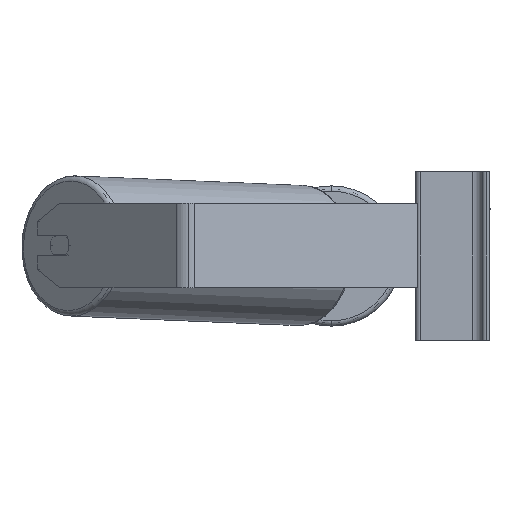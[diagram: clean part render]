
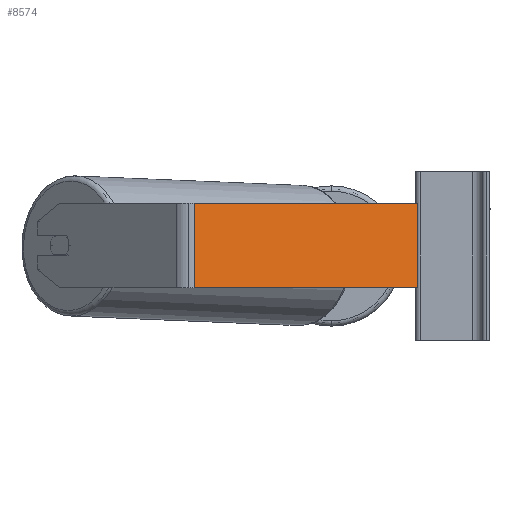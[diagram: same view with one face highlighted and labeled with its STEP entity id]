
A CAD part, left-side view. The second image highlights one B-rep face of the part: STEP entity #8574.
In plain terms, the highlighted planar face has unit normal (-0.94, -0.342, 0).
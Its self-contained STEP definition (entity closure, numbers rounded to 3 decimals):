
#123 = LINE ( 'NONE', #1694, #7027 ) ;
#304 = DIRECTION ( 'NONE',  ( -0.342, 0.94, 0. ) ) ;
#416 = DIRECTION ( 'NONE',  ( 0.94, 0.342, 0. ) ) ;
#923 = VERTEX_POINT ( 'NONE', #9894 ) ;
#1141 = LINE ( 'NONE', #7890, #2666 ) ;
#1340 = DIRECTION ( 'NONE',  ( 0., 0., -1. ) ) ;
#1694 = CARTESIAN_POINT ( 'NONE',  ( -568.153, 237.493, -30. ) ) ;
#1795 = VERTEX_POINT ( 'NONE', #6111 ) ;
#1810 = CARTESIAN_POINT ( 'NONE',  ( -487.518, 15.948, 50. ) ) ;
#2185 = ORIENTED_EDGE ( 'NONE', *, *, #2270, .F. ) ;
#2270 = EDGE_CURVE ( 'NONE', #1795, #3312, #1141, .T. ) ;
#2352 = VECTOR ( 'NONE', #3530, 1000. ) ;
#2511 = CARTESIAN_POINT ( 'NONE',  ( -487.518, 15.948, -30. ) ) ;
#2590 = AXIS2_PLACEMENT_3D ( 'NONE', #5469, #416, #304 ) ;
#2666 = VECTOR ( 'NONE', #3826, 1000. ) ;
#3312 = VERTEX_POINT ( 'NONE', #7219 ) ;
#3530 = DIRECTION ( 'NONE',  ( 0., 0., -1. ) ) ;
#3698 = EDGE_CURVE ( 'NONE', #3312, #5970, #10119, .T. ) ;
#3826 = DIRECTION ( 'NONE',  ( 0.342, -0.94, 0. ) ) ;
#4353 = EDGE_LOOP ( 'NONE', ( #6541, #5504, #2185, #8536 ) ) ;
#5077 = DIRECTION ( 'NONE',  ( 0.342, -0.94, 0. ) ) ;
#5306 = FACE_OUTER_BOUND ( 'NONE', #4353, .T. ) ;
#5469 = CARTESIAN_POINT ( 'NONE',  ( -568.153, 237.493, 50. ) ) ;
#5504 = ORIENTED_EDGE ( 'NONE', *, *, #3698, .F. ) ;
#5970 = VERTEX_POINT ( 'NONE', #2511 ) ;
#6111 = CARTESIAN_POINT ( 'NONE',  ( -564.667, 227.915, 50. ) ) ;
#6258 = PLANE ( 'NONE',  #2590 ) ;
#6541 = ORIENTED_EDGE ( 'NONE', *, *, #8971, .T. ) ;
#7027 = VECTOR ( 'NONE', #5077, 1000. ) ;
#7219 = CARTESIAN_POINT ( 'NONE',  ( -487.518, 15.948, 50. ) ) ;
#7890 = CARTESIAN_POINT ( 'NONE',  ( -568.153, 237.493, 50. ) ) ;
#8190 = LINE ( 'NONE', #8979, #8362 ) ;
#8362 = VECTOR ( 'NONE', #1340, 1000. ) ;
#8536 = ORIENTED_EDGE ( 'NONE', *, *, #9593, .T. ) ;
#8574 = ADVANCED_FACE ( 'NONE', ( #5306 ), #6258, .F. ) ;
#8971 = EDGE_CURVE ( 'NONE', #923, #5970, #123, .T. ) ;
#8979 = CARTESIAN_POINT ( 'NONE',  ( -564.667, 227.915, 50. ) ) ;
#9593 = EDGE_CURVE ( 'NONE', #1795, #923, #8190, .T. ) ;
#9894 = CARTESIAN_POINT ( 'NONE',  ( -564.667, 227.915, -30. ) ) ;
#10119 = LINE ( 'NONE', #1810, #2352 ) ;
